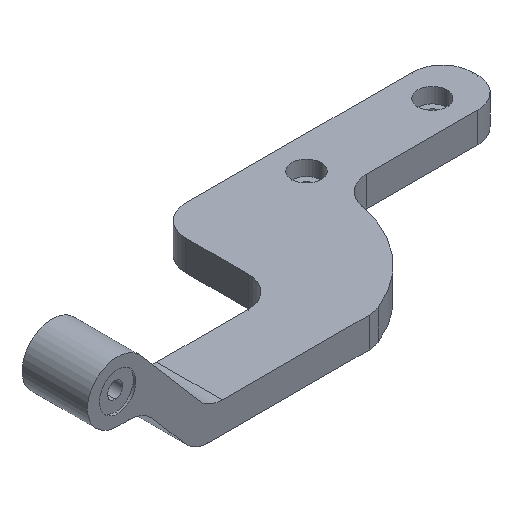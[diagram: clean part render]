
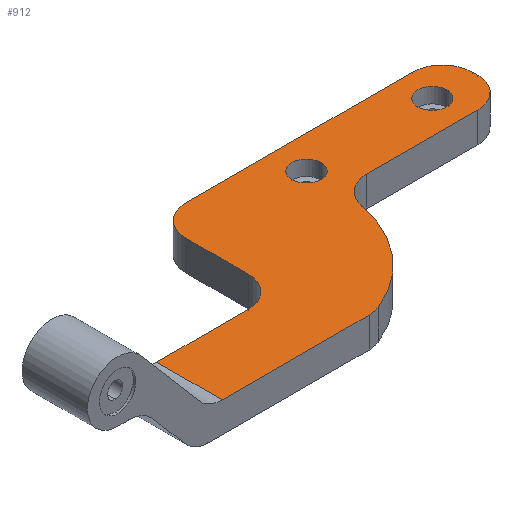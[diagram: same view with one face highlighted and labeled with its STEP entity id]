
A CAD part, isometric view. The second image highlights one B-rep face of the part: STEP entity #912.
In plain terms, the highlighted planar face has unit normal (0, 0, 1).
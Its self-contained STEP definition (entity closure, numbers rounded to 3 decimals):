
#5=DIRECTION('',(0.,-1.,0.));
#6=VECTOR('',#5,12.5);
#7=CARTESIAN_POINT('',(45.,31.5,-11.824));
#8=LINE('',#7,#6);
#119=CARTESIAN_POINT('',(93.5,31.,-11.824));
#120=DIRECTION('',(0.,0.,1.));
#121=DIRECTION('',(1.,0.,0.));
#122=AXIS2_PLACEMENT_3D('',#119,#120,#121);
#124=CARTESIAN_POINT('',(93.5,31.,-11.824));
#125=DIRECTION('',(0.,0.,1.));
#126=DIRECTION('',(-1.,0.,0.));
#127=AXIS2_PLACEMENT_3D('',#124,#125,#126);
#129=CARTESIAN_POINT('',(68.5,31.,-11.824));
#130=DIRECTION('',(0.,0.,1.));
#131=DIRECTION('',(1.,0.,0.));
#132=AXIS2_PLACEMENT_3D('',#129,#130,#131);
#134=CARTESIAN_POINT('',(68.5,31.,-11.824));
#135=DIRECTION('',(0.,0.,1.));
#136=DIRECTION('',(-1.,0.,0.));
#137=AXIS2_PLACEMENT_3D('',#134,#135,#136);
#139=CARTESIAN_POINT('',(51.,31.5,-11.824));
#140=DIRECTION('',(0.,0.,1.));
#141=DIRECTION('',(0.,1.,0.));
#142=AXIS2_PLACEMENT_3D('',#139,#140,#141);
#144=DIRECTION('',(1.,0.,0.));
#145=VECTOR('',#144,45.);
#146=CARTESIAN_POINT('',(51.,37.5,-11.824));
#147=LINE('',#146,#145);
#148=CARTESIAN_POINT('',(96.,31.5,-11.824));
#149=DIRECTION('',(0.,0.,1.));
#150=DIRECTION('',(1.,0.,0.));
#151=AXIS2_PLACEMENT_3D('',#148,#149,#150);
#153=CARTESIAN_POINT('',(96.,30.5,-11.824));
#154=DIRECTION('',(0.,0.,1.));
#155=DIRECTION('',(0.,-1.,0.));
#156=AXIS2_PLACEMENT_3D('',#153,#154,#155);
#158=CARTESIAN_POINT('',(42.6,24.5,-11.824));
#159=DIRECTION('',(0.,0.,1.));
#160=DIRECTION('',(0.368,-0.93,0.));
#161=AXIS2_PLACEMENT_3D('',#158,#159,#160);
#163=CARTESIAN_POINT('',(49.932,6.,-11.824));
#164=DIRECTION('',(0.,0.,1.));
#165=DIRECTION('',(0.,-1.,0.));
#166=AXIS2_PLACEMENT_3D('',#163,#164,#165);
#168=DIRECTION('',(0.,1.,0.));
#169=VECTOR('',#168,13.);
#170=CARTESIAN_POINT('',(20.761,0.,-11.824));
#171=LINE('',#170,#169);
#184=DIRECTION('',(0.,-1.,0.));
#185=VECTOR('',#184,1.);
#186=CARTESIAN_POINT('',(102.,31.5,-11.824));
#187=LINE('',#186,#185);
#204=DIRECTION('',(1.,0.,0.));
#205=VECTOR('',#204,22.069);
#206=CARTESIAN_POINT('',(73.931,24.5,-11.824));
#207=LINE('',#206,#205);
#213=CARTESIAN_POINT('',(73.931,18.5,-11.824));
#214=DIRECTION('',(0.,0.,-1.));
#215=DIRECTION('',(-0.982,0.188,0.));
#216=AXIS2_PLACEMENT_3D('',#213,#214,#215);
#253=DIRECTION('',(1.,0.,0.));
#254=VECTOR('',#253,29.171);
#255=CARTESIAN_POINT('',(20.761,0.,-11.824));
#256=LINE('',#255,#254);
#306=DIRECTION('',(1.,0.,0.));
#307=VECTOR('',#306,18.239);
#308=CARTESIAN_POINT('',(20.761,13.,-11.824));
#309=LINE('',#308,#307);
#365=CARTESIAN_POINT('',(39.,19.,-11.824));
#366=DIRECTION('',(0.,0.,-1.));
#367=DIRECTION('',(1.,0.,0.));
#368=AXIS2_PLACEMENT_3D('',#365,#366,#367);
#597=CARTESIAN_POINT('',(71.4,31.,-11.824));
#598=VERTEX_POINT('',#597);
#599=CARTESIAN_POINT('',(65.6,31.,-11.824));
#600=VERTEX_POINT('',#599);
#601=CARTESIAN_POINT('',(96.4,31.,-11.824));
#602=VERTEX_POINT('',#601);
#603=CARTESIAN_POINT('',(90.6,31.,-11.824));
#604=VERTEX_POINT('',#603);
#605=CARTESIAN_POINT('',(51.,37.5,-11.824));
#607=VERTEX_POINT('',#605);
#609=CARTESIAN_POINT('',(45.,31.5,-11.824));
#610=VERTEX_POINT('',#609);
#611=CARTESIAN_POINT('',(96.,24.5,-11.824));
#613=VERTEX_POINT('',#611);
#615=CARTESIAN_POINT('',(102.,30.5,-11.824));
#616=VERTEX_POINT('',#615);
#619=CARTESIAN_POINT('',(102.,31.5,-11.824));
#620=CARTESIAN_POINT('',(96.,37.5,-11.824));
#621=VERTEX_POINT('',#619);
#622=VERTEX_POINT('',#620);
#641=CARTESIAN_POINT('',(20.761,0.,-11.824));
#642=CARTESIAN_POINT('',(20.761,13.,-11.824));
#643=VERTEX_POINT('',#641);
#644=VERTEX_POINT('',#642);
#666=CARTESIAN_POINT('',(39.,13.,-11.824));
#668=VERTEX_POINT('',#666);
#670=CARTESIAN_POINT('',(45.,19.,-11.824));
#672=VERTEX_POINT('',#670);
#673=CARTESIAN_POINT('',(73.931,24.5,-11.824));
#674=VERTEX_POINT('',#673);
#690=CARTESIAN_POINT('',(68.038,19.629,-11.824));
#692=VERTEX_POINT('',#690);
#697=CARTESIAN_POINT('',(49.932,0.,-11.824));
#698=VERTEX_POINT('',#697);
#699=CARTESIAN_POINT('',(52.143,0.422,-11.824));
#700=VERTEX_POINT('',#699);
#870=CARTESIAN_POINT('',(18.,0.,-11.824));
#871=DIRECTION('',(0.,0.,1.));
#872=DIRECTION('',(1.,0.,0.));
#873=AXIS2_PLACEMENT_3D('',#870,#871,#872);
#874=PLANE('',#873);
#875=ORIENTED_EDGE('',*,*,#724,.F.);
#876=ORIENTED_EDGE('',*,*,#742,.T.);
#878=ORIENTED_EDGE('',*,*,#877,.F.);
#880=ORIENTED_EDGE('',*,*,#879,.T.);
#882=ORIENTED_EDGE('',*,*,#881,.F.);
#884=ORIENTED_EDGE('',*,*,#883,.F.);
#886=ORIENTED_EDGE('',*,*,#885,.F.);
#888=ORIENTED_EDGE('',*,*,#887,.F.);
#890=ORIENTED_EDGE('',*,*,#889,.F.);
#892=ORIENTED_EDGE('',*,*,#891,.F.);
#894=ORIENTED_EDGE('',*,*,#893,.T.);
#896=ORIENTED_EDGE('',*,*,#895,.T.);
#898=ORIENTED_EDGE('',*,*,#897,.F.);
#899=ORIENTED_EDGE('',*,*,#708,.F.);
#900=EDGE_LOOP('',(#875,#876,#878,#880,#882,#884,#886,#888,#890,#892,#894,#896,
#898,#899));
#901=FACE_OUTER_BOUND('',#900,.F.);
#902=ORIENTED_EDGE('',*,*,#852,.T.);
#903=ORIENTED_EDGE('',*,*,#863,.T.);
#904=EDGE_LOOP('',(#902,#903));
#905=FACE_BOUND('',#904,.F.);
#907=ORIENTED_EDGE('',*,*,#906,.T.);
#909=ORIENTED_EDGE('',*,*,#908,.T.);
#910=EDGE_LOOP('',(#907,#909));
#911=FACE_BOUND('',#910,.F.);
#912=ADVANCED_FACE('',(#901,#905,#911),#874,.T.);
#123=CIRCLE('',#122,2.9);
#128=CIRCLE('',#127,2.9);
#133=CIRCLE('',#132,2.9);
#138=CIRCLE('',#137,2.9);
#143=CIRCLE('',#142,6.);
#152=CIRCLE('',#151,6.);
#157=CIRCLE('',#156,6.);
#162=CIRCLE('',#161,25.9);
#167=CIRCLE('',#166,6.);
#217=CIRCLE('',#216,6.);
#369=CIRCLE('',#368,6.);
#708=EDGE_CURVE('',#610,#672,#8,.T.);
#724=EDGE_CURVE('',#607,#610,#143,.T.);
#742=EDGE_CURVE('',#607,#622,#147,.T.);
#852=EDGE_CURVE('',#598,#600,#133,.T.);
#863=EDGE_CURVE('',#600,#598,#138,.T.);
#877=EDGE_CURVE('',#621,#622,#152,.T.);
#879=EDGE_CURVE('',#621,#616,#187,.T.);
#881=EDGE_CURVE('',#613,#616,#157,.T.);
#883=EDGE_CURVE('',#674,#613,#207,.T.);
#885=EDGE_CURVE('',#692,#674,#217,.T.);
#887=EDGE_CURVE('',#700,#692,#162,.T.);
#889=EDGE_CURVE('',#698,#700,#167,.T.);
#891=EDGE_CURVE('',#643,#698,#256,.T.);
#893=EDGE_CURVE('',#643,#644,#171,.T.);
#895=EDGE_CURVE('',#644,#668,#309,.T.);
#897=EDGE_CURVE('',#672,#668,#369,.T.);
#906=EDGE_CURVE('',#602,#604,#123,.T.);
#908=EDGE_CURVE('',#604,#602,#128,.T.);
